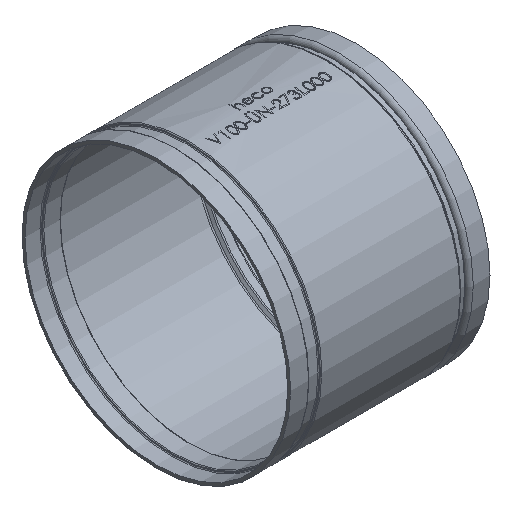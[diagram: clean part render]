
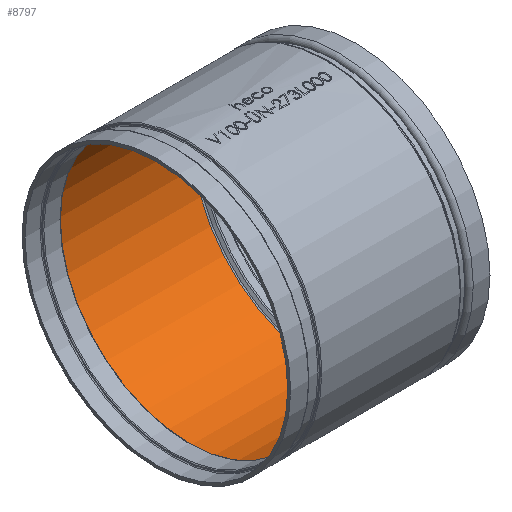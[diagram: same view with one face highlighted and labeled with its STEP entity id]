
A CAD part, isometric view. The second image highlights one B-rep face of the part: STEP entity #8797.
In plain terms, the highlighted cylindrical face has radius 133.528 mm (diameter 267.056 mm), a full revolution.
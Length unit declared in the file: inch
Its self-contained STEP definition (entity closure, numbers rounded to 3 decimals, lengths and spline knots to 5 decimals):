
#1917 = DIRECTION ( 'NONE',  ( 0., 1., 0. ) ) ;
#3069 = CYLINDRICAL_SURFACE ( 'NONE', #14579, 5.257 ) ;
#3589 = DIRECTION ( 'NONE',  ( 1., 0., 0. ) ) ;
#3740 = FACE_OUTER_BOUND ( 'NONE', #14379, .T. ) ;
#4252 = CARTESIAN_POINT ( 'NONE',  ( 6.72381, -5.257, 0. ) ) ;
#4335 = EDGE_CURVE ( 'NONE', #9011, #9011, #16966, .T. ) ;
#4498 = CIRCLE ( 'NONE', #6733, 5.257 ) ;
#6317 = DIRECTION ( 'NONE',  ( 0., -1., 0. ) ) ;
#6579 = DIRECTION ( 'NONE',  ( 0., -1., 0. ) ) ;
#6733 = AXIS2_PLACEMENT_3D ( 'NONE', #7655, #8946, #6317 ) ;
#7655 = CARTESIAN_POINT ( 'NONE',  ( 1.367, 0., 0. ) ) ;
#7688 = VERTEX_POINT ( 'NONE', #12815 ) ;
#8797 = ADVANCED_FACE ( 'NONE', ( #3740, #14832 ), #3069, .F. ) ;
#8946 = DIRECTION ( 'NONE',  ( 1., 0., 0. ) ) ;
#8972 = CARTESIAN_POINT ( 'NONE',  ( 4.04602, 0., 0. ) ) ;
#9011 = VERTEX_POINT ( 'NONE', #4252 ) ;
#9506 = ORIENTED_EDGE ( 'NONE', *, *, #4335, .F. ) ;
#12371 = AXIS2_PLACEMENT_3D ( 'NONE', #16542, #13629, #6579 ) ;
#12815 = CARTESIAN_POINT ( 'NONE',  ( 1.367, -5.257, 0. ) ) ;
#13629 = DIRECTION ( 'NONE',  ( -1., 0., 0. ) ) ;
#14281 = ORIENTED_EDGE ( 'NONE', *, *, #15849, .F. ) ;
#14379 = EDGE_LOOP ( 'NONE', ( #9506 ) ) ;
#14579 = AXIS2_PLACEMENT_3D ( 'NONE', #8972, #3589, #1917 ) ;
#14832 = FACE_OUTER_BOUND ( 'NONE', #15205, .T. ) ;
#15205 = EDGE_LOOP ( 'NONE', ( #14281 ) ) ;
#15849 = EDGE_CURVE ( 'NONE', #7688, #7688, #4498, .T. ) ;
#16542 = CARTESIAN_POINT ( 'NONE',  ( 6.72381, 0., 0. ) ) ;
#16966 = CIRCLE ( 'NONE', #12371, 5.257 ) ;
